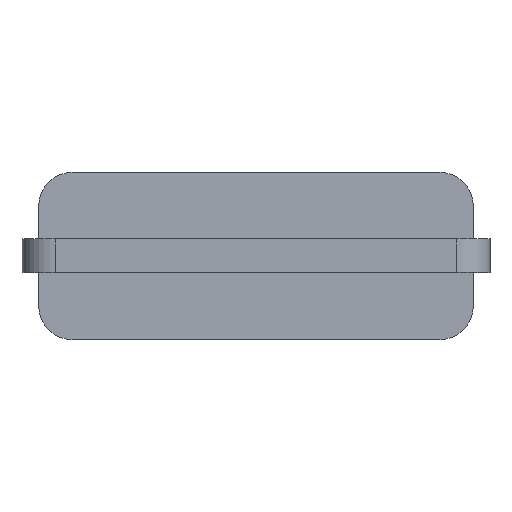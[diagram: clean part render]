
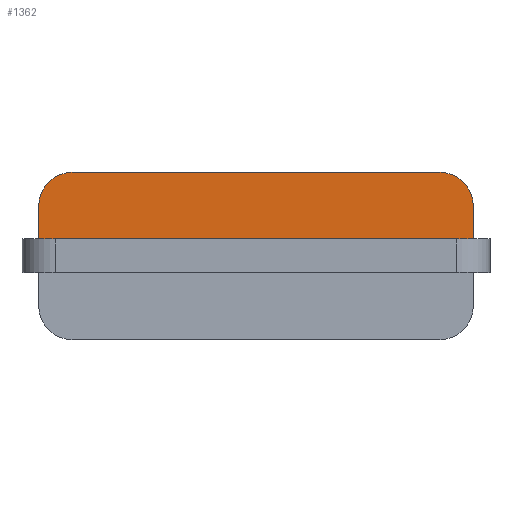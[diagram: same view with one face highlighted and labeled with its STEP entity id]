
A CAD part, top view. The second image highlights one B-rep face of the part: STEP entity #1362.
In plain terms, the highlighted planar face has unit normal (0, 0, 1).
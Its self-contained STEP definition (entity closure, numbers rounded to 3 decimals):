
#130 = CARTESIAN_POINT ( 'NONE',  ( 13., 3., 0. ) ) ;
#163 = CARTESIAN_POINT ( 'NONE',  ( -13., 1., 0. ) ) ;
#176 = CARTESIAN_POINT ( 'NONE',  ( -13., 3., 0. ) ) ;
#180 = CARTESIAN_POINT ( 'NONE',  ( 11., 5., 0. ) ) ;
#181 = CARTESIAN_POINT ( 'NONE',  ( -11., 5., 0. ) ) ;
#202 = CARTESIAN_POINT ( 'NONE',  ( 13., 1., 0. ) ) ;
#229 = LINE ( 'NONE', #230, #1387 ) ;
#230 = CARTESIAN_POINT ( 'NONE',  ( 0., 5., 0. ) ) ;
#231 = DIRECTION ( 'NONE',  ( -1., 0., 0. ) ) ;
#263 = LINE ( 'NONE', #264, #1490 ) ;
#264 = CARTESIAN_POINT ( 'NONE',  ( 0., 1., 0. ) ) ;
#265 = DIRECTION ( 'NONE',  ( -1., 0., 0. ) ) ;
#269 = LINE ( 'NONE', #270, #1460 ) ;
#270 = CARTESIAN_POINT ( 'NONE',  ( -13., 3., 0. ) ) ;
#271 = DIRECTION ( 'NONE',  ( 0., -1., 0. ) ) ;
#479 = LINE ( 'NONE', #480, #1105 ) ;
#480 = CARTESIAN_POINT ( 'NONE',  ( 13., 3., 0. ) ) ;
#481 = DIRECTION ( 'NONE',  ( 0., 1., 0. ) ) ;
#793 = PLANE ( 'NONE',  #1851 ) ;
#794 = CARTESIAN_POINT ( 'NONE',  ( -13., 1., 0. ) ) ;
#795 = DIRECTION ( 'NONE',  ( 0., 0., 1. ) ) ;
#796 = DIRECTION ( 'NONE',  ( 1., 0., 0. ) ) ;
#820 = CARTESIAN_POINT ( 'NONE',  ( 11., 3., 0. ) ) ;
#824 = DIRECTION ( 'NONE',  ( 0., 0., 1. ) ) ;
#825 = DIRECTION ( 'NONE',  ( 1., 0., 0. ) ) ;
#826 = CARTESIAN_POINT ( 'NONE',  ( -11., 3., 0. ) ) ;
#827 = DIRECTION ( 'NONE',  ( 0., 0., 1. ) ) ;
#828 = DIRECTION ( 'NONE',  ( 1., 0., 0. ) ) ;
#948 = VERTEX_POINT ( 'NONE', #130 ) ;
#986 = VERTEX_POINT ( 'NONE', #163 ) ;
#999 = VERTEX_POINT ( 'NONE', #176 ) ;
#1003 = VERTEX_POINT ( 'NONE', #180 ) ;
#1004 = VERTEX_POINT ( 'NONE', #181 ) ;
#1030 = VERTEX_POINT ( 'NONE', #202 ) ;
#1105 = VECTOR ( 'NONE', #481, 1000. ) ;
#1119 = EDGE_CURVE ( 'NONE', #1003, #1004, #229, .T. ) ;
#1130 = EDGE_CURVE ( 'NONE', #1030, #986, #263, .T. ) ;
#1132 = EDGE_CURVE ( 'NONE', #999, #986, #269, .T. ) ;
#1220 = EDGE_CURVE ( 'NONE', #1030, #948, #479, .T. ) ;
#1239 = CIRCLE ( 'NONE', #1848, 2. ) ;
#1240 = CIRCLE ( 'NONE', #1844, 2. ) ;
#1362 = ADVANCED_FACE ( 'NONE', ( #1846 ), #793, .T. ) ;
#1371 = EDGE_CURVE ( 'NONE', #948, #1003, #1240, .T. ) ;
#1372 = EDGE_CURVE ( 'NONE', #1004, #999, #1239, .T. ) ;
#1387 = VECTOR ( 'NONE', #231, 1000. ) ;
#1460 = VECTOR ( 'NONE', #271, 1000. ) ;
#1490 = VECTOR ( 'NONE', #265, 1000. ) ;
#1600 = EDGE_LOOP ( 'NONE', ( #1753, #1702, #1701, #1756, #1704, #1820 ) ) ;
#1701 = ORIENTED_EDGE ( 'NONE', *, *, #1119, .T. ) ;
#1702 = ORIENTED_EDGE ( 'NONE', *, *, #1371, .T. ) ;
#1704 = ORIENTED_EDGE ( 'NONE', *, *, #1132, .T. ) ;
#1753 = ORIENTED_EDGE ( 'NONE', *, *, #1220, .T. ) ;
#1756 = ORIENTED_EDGE ( 'NONE', *, *, #1372, .T. ) ;
#1820 = ORIENTED_EDGE ( 'NONE', *, *, #1130, .F. ) ;
#1844 = AXIS2_PLACEMENT_3D ( 'NONE', #820, #824, #825 ) ;
#1846 = FACE_OUTER_BOUND ( 'NONE', #1600, .T. ) ;
#1848 = AXIS2_PLACEMENT_3D ( 'NONE', #826, #827, #828 ) ;
#1851 = AXIS2_PLACEMENT_3D ( 'NONE', #794, #795, #796 ) ;
